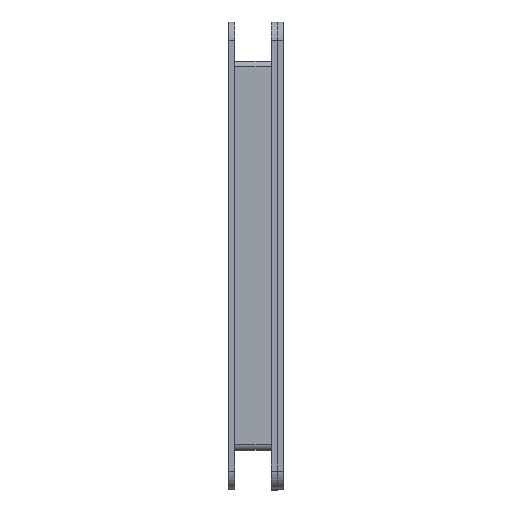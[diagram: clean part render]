
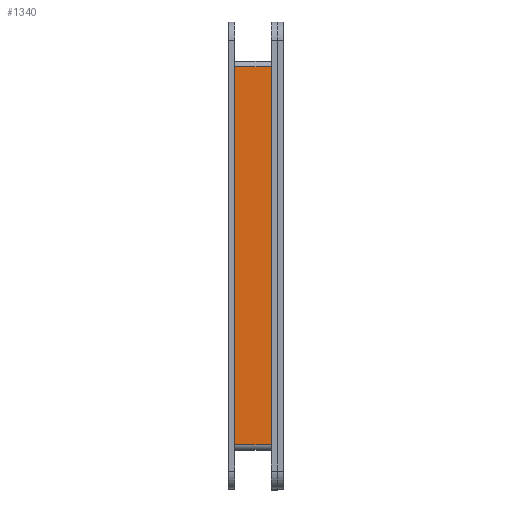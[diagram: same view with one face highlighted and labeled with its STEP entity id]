
A CAD part, top view. The second image highlights one B-rep face of the part: STEP entity #1340.
In plain terms, the highlighted planar face has unit normal (0, 0, 1).
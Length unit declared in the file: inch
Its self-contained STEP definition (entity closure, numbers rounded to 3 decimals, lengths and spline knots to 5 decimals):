
#97 = CARTESIAN_POINT ( 'NONE',  ( -0.375, -4., 4. ) ) ;
#159 = PLANE ( 'NONE',  #1755 ) ;
#253 = LINE ( 'NONE', #1738, #2314 ) ;
#328 = CARTESIAN_POINT ( 'NONE',  ( 0.375, 3.927, 4. ) ) ;
#372 = DIRECTION ( 'NONE',  ( 0., 0., -1. ) ) ;
#471 = VECTOR ( 'NONE', #615, 39.37008 ) ;
#516 = CARTESIAN_POINT ( 'NONE',  ( -0.375, -3.892, 4. ) ) ;
#600 = LINE ( 'NONE', #1237, #471 ) ;
#615 = DIRECTION ( 'NONE',  ( 0., 1., 0. ) ) ;
#678 = VERTEX_POINT ( 'NONE', #516 ) ;
#697 = DIRECTION ( 'NONE',  ( 0., 1., 0. ) ) ;
#740 = VERTEX_POINT ( 'NONE', #1726 ) ;
#1020 = VECTOR ( 'NONE', #3230, 39.37008 ) ;
#1093 = LINE ( 'NONE', #3778, #3683 ) ;
#1136 = ORIENTED_EDGE ( 'NONE', *, *, #2728, .F. ) ;
#1237 = CARTESIAN_POINT ( 'NONE',  ( -0.375, 4., 4. ) ) ;
#1261 = EDGE_CURVE ( 'NONE', #2373, #740, #3598, .T. ) ;
#1296 = FACE_OUTER_BOUND ( 'NONE', #1841, .T. ) ;
#1340 = ADVANCED_FACE ( 'NONE', ( #1296 ), #159, .F. ) ;
#1726 = CARTESIAN_POINT ( 'NONE',  ( 0.375, 3.892, 4. ) ) ;
#1738 = CARTESIAN_POINT ( 'NONE',  ( -0.375, -3.892, 4. ) ) ;
#1755 = AXIS2_PLACEMENT_3D ( 'NONE', #97, #372, #697 ) ;
#1841 = EDGE_LOOP ( 'NONE', ( #1136, #2830, #2208, #3723 ) ) ;
#1981 = CARTESIAN_POINT ( 'NONE',  ( -0.375, 3.892, 4. ) ) ;
#2208 = ORIENTED_EDGE ( 'NONE', *, *, #2351, .F. ) ;
#2314 = VECTOR ( 'NONE', #2579, 39.37008 ) ;
#2351 = EDGE_CURVE ( 'NONE', #2373, #678, #253, .T. ) ;
#2373 = VERTEX_POINT ( 'NONE', #2923 ) ;
#2423 = VERTEX_POINT ( 'NONE', #1981 ) ;
#2576 = DIRECTION ( 'NONE',  ( 1., 0., 0. ) ) ;
#2579 = DIRECTION ( 'NONE',  ( -1., 0., 0. ) ) ;
#2728 = EDGE_CURVE ( 'NONE', #2423, #740, #1093, .T. ) ;
#2830 = ORIENTED_EDGE ( 'NONE', *, *, #2871, .F. ) ;
#2871 = EDGE_CURVE ( 'NONE', #678, #2423, #600, .T. ) ;
#2923 = CARTESIAN_POINT ( 'NONE',  ( 0.375, -3.892, 4. ) ) ;
#3230 = DIRECTION ( 'NONE',  ( 0., 1., 0. ) ) ;
#3598 = LINE ( 'NONE', #328, #1020 ) ;
#3683 = VECTOR ( 'NONE', #2576, 39.37008 ) ;
#3723 = ORIENTED_EDGE ( 'NONE', *, *, #1261, .T. ) ;
#3778 = CARTESIAN_POINT ( 'NONE',  ( -0.375, 3.892, 4. ) ) ;
